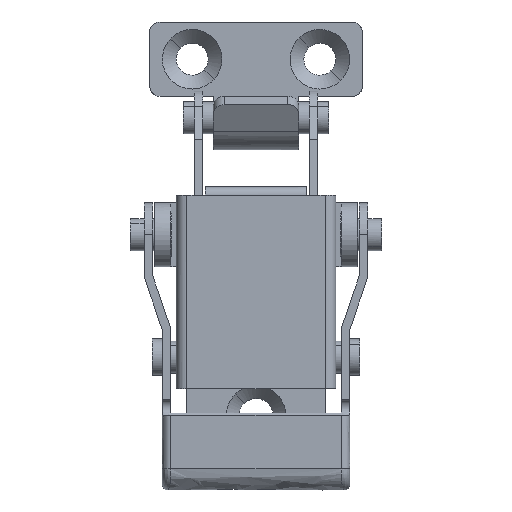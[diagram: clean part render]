
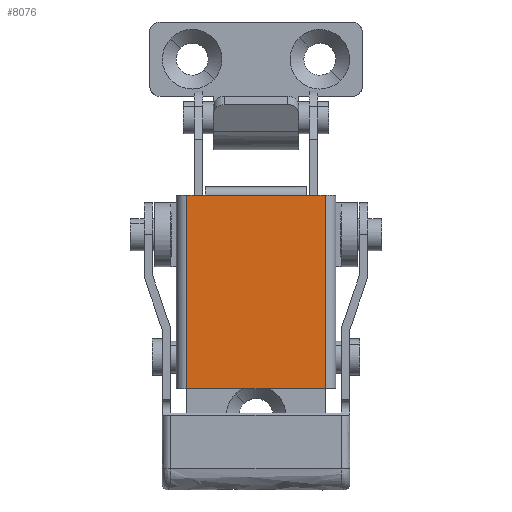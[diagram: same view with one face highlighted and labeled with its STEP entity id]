
A CAD part, front view. The second image highlights one B-rep face of the part: STEP entity #8076.
In plain terms, the highlighted free-form (B-spline) face has degree [1, 1] with [2, 2] control points.
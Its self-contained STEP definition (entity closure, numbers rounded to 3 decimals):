
#7474=CARTESIAN_POINT('',(-6.5,-3.,3.7));
#7475=VERTEX_POINT('',#7474);
#7488=CARTESIAN_POINT('',(-4.75,-3.,3.7));
#7489=VERTEX_POINT('',#7488);
#7490=CARTESIAN_POINT('',(-6.5,-3.,3.7));
#7491=CARTESIAN_POINT('',(-4.75,-3.,3.7));
#7492=QUASI_UNIFORM_CURVE('',1,(#7490,#7491),.UNSPECIFIED.,.F.,.U.);
#7493=EDGE_CURVE('',#7475,#7489,#7492,.T.);
#7595=CARTESIAN_POINT('',(6.5,-3.,3.7));
#7596=VERTEX_POINT('',#7595);
#7611=CARTESIAN_POINT('',(6.5,-3.,-14.5));
#7612=VERTEX_POINT('',#7611);
#7613=CARTESIAN_POINT('',(6.5,-3.,-14.5));
#7614=CARTESIAN_POINT('',(6.5,-3.,3.7));
#7615=QUASI_UNIFORM_CURVE('',1,(#7613,#7614),.UNSPECIFIED.,.F.,.U.);
#7616=EDGE_CURVE('',#7612,#7596,#7615,.T.);
#7714=CARTESIAN_POINT('',(-6.5,-3.,-14.5));
#7715=VERTEX_POINT('',#7714);
#7730=CARTESIAN_POINT('',(-6.5,-3.,3.7));
#7731=CARTESIAN_POINT('',(-6.5,-3.,-14.5));
#7732=QUASI_UNIFORM_CURVE('',1,(#7730,#7731),.UNSPECIFIED.,.F.,.U.);
#7733=EDGE_CURVE('',#7475,#7715,#7732,.T.);
#7802=CARTESIAN_POINT('',(4.75,-3.,3.7));
#7803=VERTEX_POINT('',#7802);
#7829=CARTESIAN_POINT('',(4.75,-3.,3.7));
#7830=CARTESIAN_POINT('',(-4.75,-3.,3.7));
#7831=QUASI_UNIFORM_CURVE('',1,(#7829,#7830),.UNSPECIFIED.,.F.,.U.);
#7832=EDGE_CURVE('',#7803,#7489,#7831,.T.);
#8055=CARTESIAN_POINT('',(-7.149,-3.,4.609));
#8056=CARTESIAN_POINT('',(7.149,-3.,4.609));
#8057=CARTESIAN_POINT('',(-7.149,-3.,-15.409));
#8058=CARTESIAN_POINT('',(7.149,-3.,-15.409));
#8059=B_SPLINE_SURFACE_WITH_KNOTS('',1,1,((#8055,#8057),(#8056,#8058)),.UNSPECIFIED.,.F.,.F.,.U.,(2,2),(2,2),(0.0,14.299),(0.0,20.018),.UNSPECIFIED.);
#8060=ORIENTED_EDGE('',*,*,#7493,.F.);
#8061=ORIENTED_EDGE('',*,*,#7733,.T.);
#8062=CARTESIAN_POINT('',(6.5,-3.,-14.5));
#8063=CARTESIAN_POINT('',(-6.5,-3.,-14.5));
#8064=QUASI_UNIFORM_CURVE('',1,(#8062,#8063),.UNSPECIFIED.,.F.,.U.);
#8065=EDGE_CURVE('',#7612,#7715,#8064,.T.);
#8066=ORIENTED_EDGE('',*,*,#8065,.F.);
#8067=ORIENTED_EDGE('',*,*,#7616,.T.);
#8068=CARTESIAN_POINT('',(4.75,-3.,3.7));
#8069=CARTESIAN_POINT('',(6.5,-3.,3.7));
#8070=QUASI_UNIFORM_CURVE('',1,(#8068,#8069),.UNSPECIFIED.,.F.,.U.);
#8071=EDGE_CURVE('',#7803,#7596,#8070,.T.);
#8072=ORIENTED_EDGE('',*,*,#8071,.F.);
#8073=ORIENTED_EDGE('',*,*,#7832,.T.);
#8074=EDGE_LOOP('',(#8060,#8061,#8066,#8067,#8072,#8073));
#8075=FACE_OUTER_BOUND('',#8074,.T.);
#8076=ADVANCED_FACE('',(#8075),#8059,.F.);
